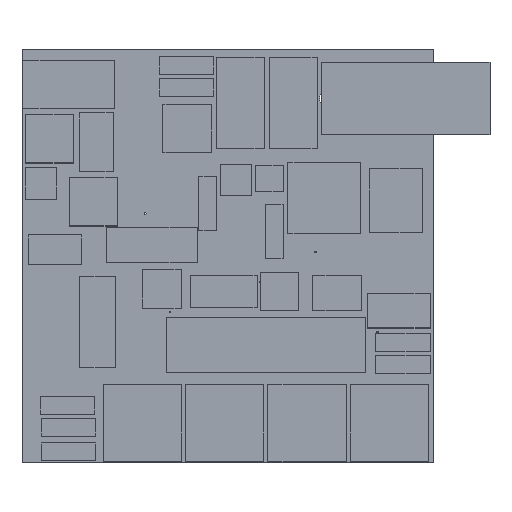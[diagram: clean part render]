
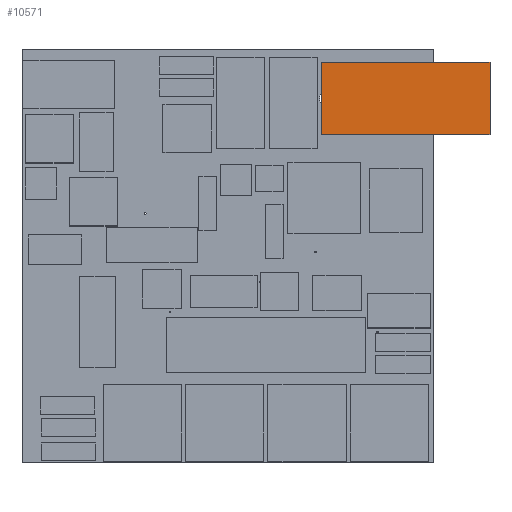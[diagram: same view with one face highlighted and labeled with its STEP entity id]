
A CAD part, top view. The second image highlights one B-rep face of the part: STEP entity #10571.
In plain terms, the highlighted planar face has unit normal (0, 0, 1).
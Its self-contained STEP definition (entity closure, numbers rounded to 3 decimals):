
#842 = VECTOR ( 'NONE', #8777, 1000. ) ;
#1170 = ORIENTED_EDGE ( 'NONE', *, *, #13990, .T. ) ;
#1646 = LINE ( 'NONE', #14971, #10035 ) ;
#2724 = DIRECTION ( 'NONE',  ( 1., 0., 0. ) ) ;
#3663 = LINE ( 'NONE', #14457, #842 ) ;
#3781 = VECTOR ( 'NONE', #5456, 1000. ) ;
#4435 = ORIENTED_EDGE ( 'NONE', *, *, #10657, .T. ) ;
#5456 = DIRECTION ( 'NONE',  ( 0., 1., 0. ) ) ;
#5590 = FACE_OUTER_BOUND ( 'NONE', #14717, .T. ) ;
#6472 = CARTESIAN_POINT ( 'NONE',  ( 54.683, -26.903, 10.391 ) ) ;
#6647 = ORIENTED_EDGE ( 'NONE', *, *, #15057, .T. ) ;
#6682 = PLANE ( 'NONE',  #6968 ) ;
#6968 = AXIS2_PLACEMENT_3D ( 'NONE', #15139, #12472, #15045 ) ;
#7511 = VERTEX_POINT ( 'NONE', #14864 ) ;
#8066 = LINE ( 'NONE', #17508, #3781 ) ;
#8118 = DIRECTION ( 'NONE',  ( 0., -1., 0. ) ) ;
#8777 = DIRECTION ( 'NONE',  ( -1., 0., 0. ) ) ;
#9031 = VERTEX_POINT ( 'NONE', #17077 ) ;
#9368 = LINE ( 'NONE', #14779, #15506 ) ;
#9466 = VERTEX_POINT ( 'NONE', #13989 ) ;
#10035 = VECTOR ( 'NONE', #2724, 1000. ) ;
#10571 = ADVANCED_FACE ( 'NONE', ( #5590 ), #6682, .T. ) ;
#10657 = EDGE_CURVE ( 'NONE', #17523, #9466, #9368, .T. ) ;
#12472 = DIRECTION ( 'NONE',  ( 0., 0., 1. ) ) ;
#13989 = CARTESIAN_POINT ( 'NONE',  ( 54.683, -40.097, 10.391 ) ) ;
#13990 = EDGE_CURVE ( 'NONE', #7511, #17523, #3663, .T. ) ;
#14457 = CARTESIAN_POINT ( 'NONE',  ( 85.377, -26.903, 10.391 ) ) ;
#14717 = EDGE_LOOP ( 'NONE', ( #6647, #1170, #4435, #16850 ) ) ;
#14730 = EDGE_CURVE ( 'NONE', #9466, #9031, #1646, .T. ) ;
#14779 = CARTESIAN_POINT ( 'NONE',  ( 54.683, -26.903, 10.391 ) ) ;
#14864 = CARTESIAN_POINT ( 'NONE',  ( 85.377, -26.903, 10.391 ) ) ;
#14971 = CARTESIAN_POINT ( 'NONE',  ( 54.683, -40.097, 10.391 ) ) ;
#15045 = DIRECTION ( 'NONE',  ( 1., 0., 0. ) ) ;
#15057 = EDGE_CURVE ( 'NONE', #9031, #7511, #8066, .T. ) ;
#15139 = CARTESIAN_POINT ( 'NONE',  ( 0., 0., 10.391 ) ) ;
#15506 = VECTOR ( 'NONE', #8118, 1000. ) ;
#16850 = ORIENTED_EDGE ( 'NONE', *, *, #14730, .T. ) ;
#17077 = CARTESIAN_POINT ( 'NONE',  ( 85.377, -40.097, 10.391 ) ) ;
#17508 = CARTESIAN_POINT ( 'NONE',  ( 85.377, -40.097, 10.391 ) ) ;
#17523 = VERTEX_POINT ( 'NONE', #6472 ) ;
